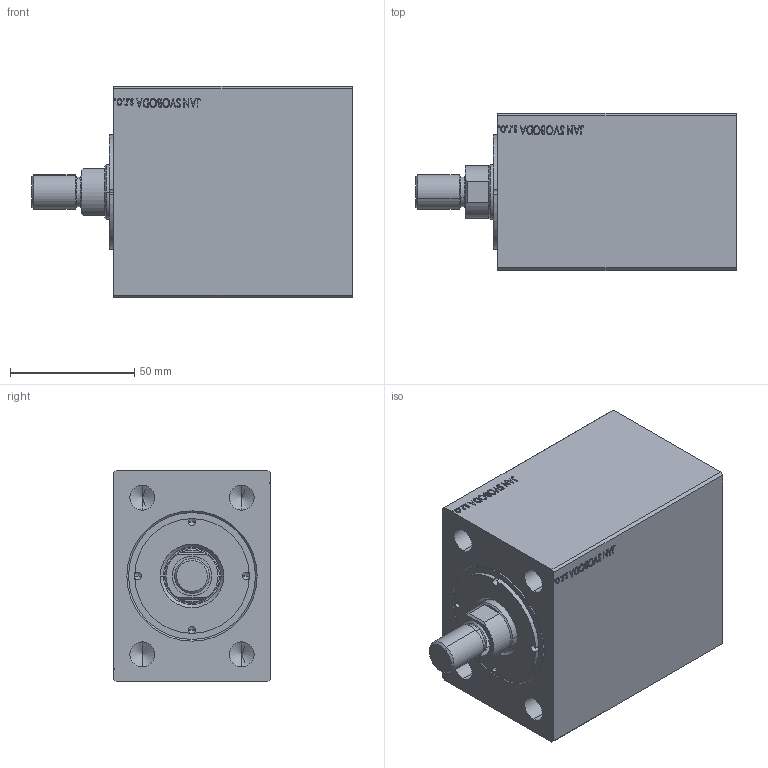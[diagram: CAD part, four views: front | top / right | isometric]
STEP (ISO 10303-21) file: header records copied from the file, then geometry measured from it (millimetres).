
FILE_DESCRIPTION (( 'STEP AP203' ), '1' );
FILE_NAME ('de34.STEP', '2020-09-18T18:16:01', ( '' ), ( '' ), 'SwSTEP 2.0', 'SolidWorks 2019', '' );
FILE_SCHEMA (( 'CONFIG_CONTROL_DESIGN' ));
Length unit declared in the file: millimetre
Products named in the file (5): V500CZ_FM c3448f5b8a6a9c785515c7da724fdca4; V500CZ_VNIT豊蚠攘ST c3448f5b8a6a9c785515c7da724fdca4; V500CZ c3448f5b8a6a9c785515c7da724fdca4; V500CZ_vnitrni_cast_vysunovaci c3448f5b8a6a9c785515c7da724fdca4; de34
Assembly tree (4 placements, depth 2):
  de34
    V500CZ c3448f5b8a6a9c785515c7da724fdca4
    V500CZ_vnitrni_cast_vysunovaci c3448f5b8a6a9c785515c7da724fdca4
    V500CZ_VNIT豊蚠攘ST c3448f5b8a6a9c785515c7da724fdca4
    V500CZ_FM c3448f5b8a6a9c785515c7da724fdca4
Bounding box: 129 x 63 x 85 mm (x, y, z)
Volume: 478159.9 mm3; surface area: 71238.8 mm2
Topology: 4 solids, 4 shells, 886 faces, 2274 edges, 1489 vertices
Faces by surface type: plane 403, bspline 380, cylinder 65, cone 34, torus 4
Entity records: 44568 total; most frequent: CARTESIAN_POINT 25120, ORIENTED_EDGE 4500, DIRECTION 2667, EDGE_CURVE 2250, VERTEX_POINT 1489, LINE 1331, VECTOR 1331, EDGE_LOOP 1005
